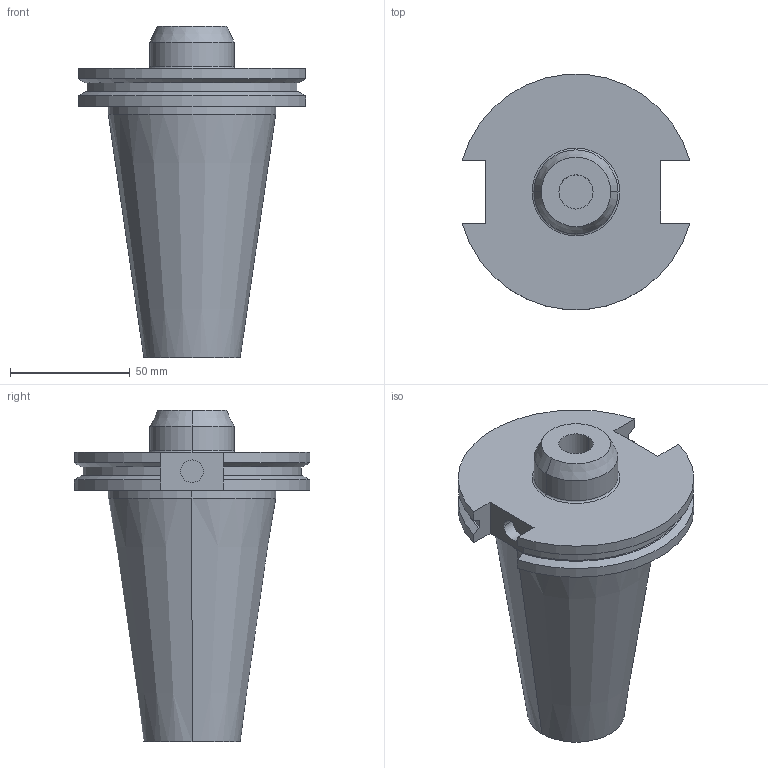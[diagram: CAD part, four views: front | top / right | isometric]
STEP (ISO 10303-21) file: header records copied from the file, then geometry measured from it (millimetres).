
FILE_DESCRIPTION (( 'STEP AP203' ), '1' );
FILE_NAME ('STP-22939-0.5625-1.44.STEP', '2018-08-23T05:34:46', ( '' ), ( '' ), 'SwSTEP 2.0', 'SolidWorks 2015', '' );
FILE_SCHEMA (( 'CONFIG_CONTROL_DESIGN' ));
Length unit declared in the file: millimetre
Products named in the file (1): STP-22939-0.5625-1.44
Bounding box: 94.95 x 98.05 x 138.18 mm (x, y, z)
Volume: 340480.3 mm3; surface area: 45611.5 mm2
Topology: 1 solids, 1 shells, 53 faces, 124 edges, 77 vertices
Faces by surface type: cylinder 20, plane 17, cone 14, torus 2
Entity records: 1591 total; most frequent: CARTESIAN_POINT 277, DIRECTION 276, ORIENTED_EDGE 244, EDGE_CURVE 122, AXIS2_PLACEMENT_3D 108, VERTEX_POINT 77, VECTOR 60, LINE 60
